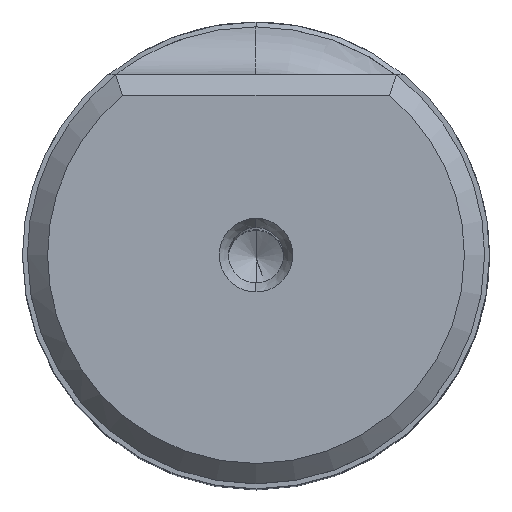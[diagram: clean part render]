
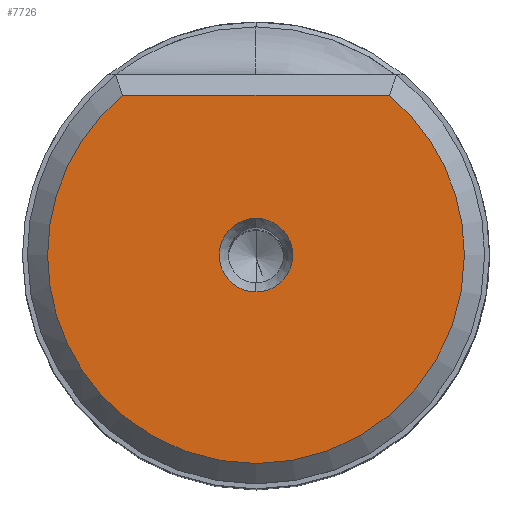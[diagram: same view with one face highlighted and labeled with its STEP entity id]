
A CAD part, top view. The second image highlights one B-rep face of the part: STEP entity #7726.
In plain terms, the highlighted planar face has unit normal (0, 0, 1).
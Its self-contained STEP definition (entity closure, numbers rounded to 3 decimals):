
#4839=LINE('',#59424,#6375);
#6375=VECTOR('',#36239,1.);
#7726=ADVANCED_FACE('',(#8920,#8921),#8745,.T.);
#8745=PLANE('',#30298);
#8920=FACE_BOUND('',#9821,.T.);
#8921=FACE_BOUND('',#9822,.T.);
#9821=EDGE_LOOP('',(#15816,#15817,#15818,#15819,#15820));
#9822=EDGE_LOOP('',(#15821,#15822));
#15816=ORIENTED_EDGE('',*,*,#25042,.T.);
#15817=ORIENTED_EDGE('',*,*,#25043,.T.);
#15818=ORIENTED_EDGE('',*,*,#25044,.T.);
#15819=ORIENTED_EDGE('',*,*,#25045,.F.);
#15820=ORIENTED_EDGE('',*,*,#25046,.T.);
#15821=ORIENTED_EDGE('',*,*,#25041,.T.);
#15822=ORIENTED_EDGE('',*,*,#25039,.T.);
#21181=VERTEX_POINT('',#59410);
#21182=VERTEX_POINT('',#59412);
#21183=VERTEX_POINT('',#59418);
#21184=VERTEX_POINT('',#59419);
#21185=VERTEX_POINT('',#59421);
#21186=VERTEX_POINT('',#59423);
#21187=VERTEX_POINT('',#59425);
#25039=EDGE_CURVE('',#21182,#21181,#27165,.T.);
#25041=EDGE_CURVE('',#21181,#21182,#27166,.T.);
#25042=EDGE_CURVE('',#21183,#21184,#27167,.T.);
#25043=EDGE_CURVE('',#21184,#21185,#27168,.T.);
#25044=EDGE_CURVE('',#21185,#21186,#27169,.T.);
#25045=EDGE_CURVE('',#21187,#21186,#4839,.T.);
#25046=EDGE_CURVE('',#21187,#21183,#27170,.T.);
#27165=CIRCLE('',#30290,4.);
#27166=CIRCLE('',#30292,4.);
#27167=CIRCLE('',#30294,22.665);
#27168=CIRCLE('',#30295,22.665);
#27169=CIRCLE('',#30296,22.665);
#27170=CIRCLE('',#30297,22.665);
#30290=AXIS2_PLACEMENT_3D('',#59411,#36224,#36225);
#30292=AXIS2_PLACEMENT_3D('',#59415,#36229,#36230);
#30294=AXIS2_PLACEMENT_3D('',#59417,#36233,#36234);
#30295=AXIS2_PLACEMENT_3D('',#59420,#36235,#36236);
#30296=AXIS2_PLACEMENT_3D('',#59422,#36237,#36238);
#30297=AXIS2_PLACEMENT_3D('',#59426,#36240,#36241);
#30298=AXIS2_PLACEMENT_3D('',#59427,#36242,#36243);
#36224=DIRECTION('',(0.,0.,-1.));
#36225=DIRECTION('',(0.,-1.,0.));
#36229=DIRECTION('',(0.,0.,-1.));
#36230=DIRECTION('',(0.,1.,0.));
#36233=DIRECTION('',(0.,0.,1.));
#36234=DIRECTION('',(-1.,0.,0.));
#36235=DIRECTION('',(0.,0.,1.));
#36236=DIRECTION('',(-0.64,-0.768,0.));
#36237=DIRECTION('',(0.,0.,1.));
#36238=DIRECTION('',(1.,0.,0.));
#36239=DIRECTION('',(1.,0.,0.));
#36240=DIRECTION('',(0.,0.,1.));
#36241=DIRECTION('',(-0.64,0.768,0.));
#36242=DIRECTION('',(0.,0.,1.));
#36243=DIRECTION('',(1.,0.,0.));
#59410=CARTESIAN_POINT('',(0.,4.,0.));
#59411=CARTESIAN_POINT('',(0.,0.,0.));
#59412=CARTESIAN_POINT('',(0.,-4.,0.));
#59415=CARTESIAN_POINT('',(0.,0.,0.));
#59417=CARTESIAN_POINT('',(0.,0.,0.));
#59418=CARTESIAN_POINT('',(-22.665,0.,0.));
#59419=CARTESIAN_POINT('',(-14.512,-17.41,0.));
#59420=CARTESIAN_POINT('',(0.,0.,0.));
#59421=CARTESIAN_POINT('',(22.665,0.,0.));
#59422=CARTESIAN_POINT('',(0.,0.,0.));
#59423=CARTESIAN_POINT('',(14.512,17.41,0.));
#59424=CARTESIAN_POINT('',(-14.512,17.41,0.));
#59425=CARTESIAN_POINT('',(-14.512,17.41,0.));
#59426=CARTESIAN_POINT('',(0.,0.,0.));
#59427=CARTESIAN_POINT('',(0.,-2.628,0.));
